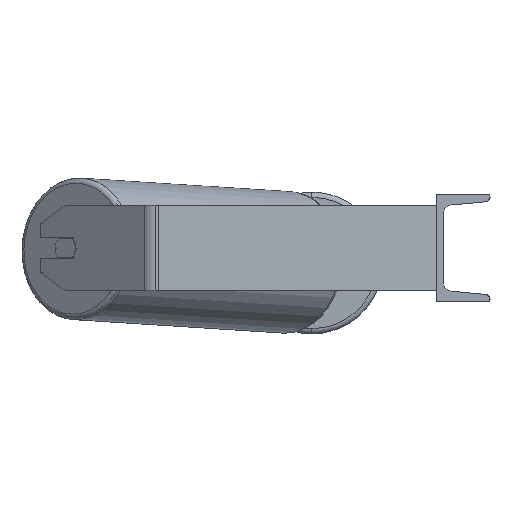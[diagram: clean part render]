
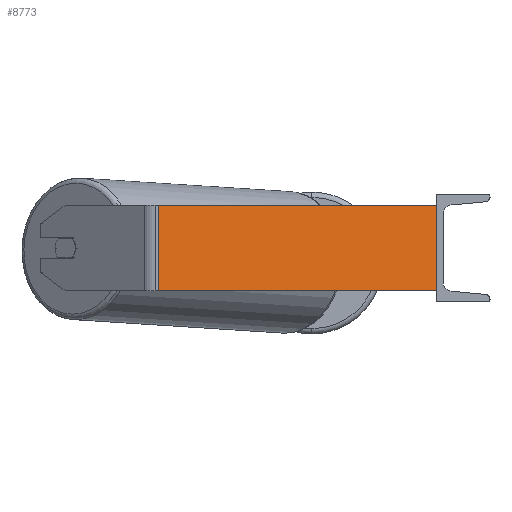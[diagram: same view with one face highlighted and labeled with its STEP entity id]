
A CAD part, left-side view. The second image highlights one B-rep face of the part: STEP entity #8773.
In plain terms, the highlighted planar face has unit normal (-0.985, -0.174, 0).
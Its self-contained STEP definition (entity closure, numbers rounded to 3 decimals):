
#167 = VERTEX_POINT ( 'NONE', #8483 ) ;
#297 = CARTESIAN_POINT ( 'NONE',  ( -532.309, 268.304, 40. ) ) ;
#341 = DIRECTION ( 'NONE',  ( 0.174, -0.985, 0. ) ) ;
#392 = ORIENTED_EDGE ( 'NONE', *, *, #6209, .F. ) ;
#496 = DIRECTION ( 'NONE',  ( 0., 0., -1. ) ) ;
#515 = LINE ( 'NONE', #3331, #6654 ) ;
#545 = CARTESIAN_POINT ( 'NONE',  ( -485., 0., 40. ) ) ;
#747 = ORIENTED_EDGE ( 'NONE', *, *, #2043, .T. ) ;
#1157 = DIRECTION ( 'NONE',  ( 0.985, 0.174, 0. ) ) ;
#1625 = VECTOR ( 'NONE', #2564, 1000. ) ;
#1651 = VECTOR ( 'NONE', #341, 1000. ) ;
#2043 = EDGE_CURVE ( 'NONE', #167, #2896, #2710, .T. ) ;
#2564 = DIRECTION ( 'NONE',  ( 0., 0., -1. ) ) ;
#2710 = LINE ( 'NONE', #6826, #4790 ) ;
#2896 = VERTEX_POINT ( 'NONE', #5164 ) ;
#3041 = VERTEX_POINT ( 'NONE', #5024 ) ;
#3331 = CARTESIAN_POINT ( 'NONE',  ( -532.309, 268.304, -40. ) ) ;
#3452 = AXIS2_PLACEMENT_3D ( 'NONE', #7331, #1157, #8793 ) ;
#3805 = EDGE_LOOP ( 'NONE', ( #6846, #5075, #392, #747 ) ) ;
#4339 = EDGE_CURVE ( 'NONE', #3041, #6063, #8904, .T. ) ;
#4790 = VECTOR ( 'NONE', #496, 1000. ) ;
#5024 = CARTESIAN_POINT ( 'NONE',  ( -485., 0., 40. ) ) ;
#5075 = ORIENTED_EDGE ( 'NONE', *, *, #4339, .F. ) ;
#5164 = CARTESIAN_POINT ( 'NONE',  ( -531.014, 260.957, -40. ) ) ;
#5240 = EDGE_CURVE ( 'NONE', #2896, #6063, #515, .T. ) ;
#6063 = VERTEX_POINT ( 'NONE', #7848 ) ;
#6145 = DIRECTION ( 'NONE',  ( 0.174, -0.985, 0. ) ) ;
#6209 = EDGE_CURVE ( 'NONE', #167, #3041, #6674, .T. ) ;
#6654 = VECTOR ( 'NONE', #6145, 1000. ) ;
#6674 = LINE ( 'NONE', #297, #1651 ) ;
#6826 = CARTESIAN_POINT ( 'NONE',  ( -531.014, 260.957, 40. ) ) ;
#6846 = ORIENTED_EDGE ( 'NONE', *, *, #5240, .T. ) ;
#7331 = CARTESIAN_POINT ( 'NONE',  ( -532.309, 268.304, 40. ) ) ;
#7848 = CARTESIAN_POINT ( 'NONE',  ( -485., 0., -40. ) ) ;
#8483 = CARTESIAN_POINT ( 'NONE',  ( -531.014, 260.957, 40. ) ) ;
#8619 = FACE_OUTER_BOUND ( 'NONE', #3805, .T. ) ;
#8773 = ADVANCED_FACE ( 'NONE', ( #8619 ), #8832, .F. ) ;
#8793 = DIRECTION ( 'NONE',  ( -0.174, 0.985, 0. ) ) ;
#8832 = PLANE ( 'NONE',  #3452 ) ;
#8904 = LINE ( 'NONE', #545, #1625 ) ;
